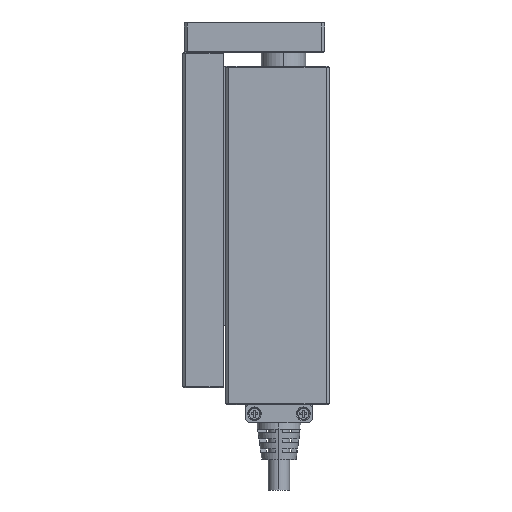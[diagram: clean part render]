
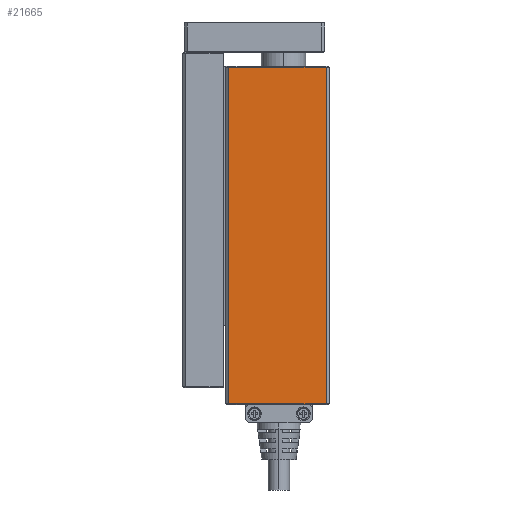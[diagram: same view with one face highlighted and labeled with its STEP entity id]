
A CAD part, left-side view. The second image highlights one B-rep face of the part: STEP entity #21665.
In plain terms, the highlighted planar face has unit normal (-1, 0, 0).
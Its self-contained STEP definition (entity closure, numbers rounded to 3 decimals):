
#570 = VECTOR ( 'NONE', #9288, 1000. ) ;
#1241 = LINE ( 'NONE', #13423, #570 ) ;
#1782 = DIRECTION ( 'NONE',  ( 0., 1., 0. ) ) ;
#3086 = LINE ( 'NONE', #9368, #6408 ) ;
#3806 = EDGE_CURVE ( 'NONE', #15514, #11678, #1241, .T. ) ;
#4216 = EDGE_LOOP ( 'NONE', ( #12319, #9135, #6502, #15816 ) ) ;
#4376 = CARTESIAN_POINT ( 'NONE',  ( -17.5, -14., 55.2 ) ) ;
#4563 = DIRECTION ( 'NONE',  ( 0., -1., 0. ) ) ;
#4843 = AXIS2_PLACEMENT_3D ( 'NONE', #12246, #12365, #20531 ) ;
#5804 = LINE ( 'NONE', #20139, #7072 ) ;
#6408 = VECTOR ( 'NONE', #17537, 1000. ) ;
#6502 = ORIENTED_EDGE ( 'NONE', *, *, #3806, .T. ) ;
#7072 = VECTOR ( 'NONE', #1782, 1000. ) ;
#8196 = VERTEX_POINT ( 'NONE', #14062 ) ;
#8550 = VECTOR ( 'NONE', #4563, 1000. ) ;
#9135 = ORIENTED_EDGE ( 'NONE', *, *, #24789, .T. ) ;
#9288 = DIRECTION ( 'NONE',  ( 0., 0., 1. ) ) ;
#9368 = CARTESIAN_POINT ( 'NONE',  ( -17.5, 18., -55.5 ) ) ;
#11678 = VERTEX_POINT ( 'NONE', #4376 ) ;
#12246 = CARTESIAN_POINT ( 'NONE',  ( -17.5, 14.5, 55.5 ) ) ;
#12319 = ORIENTED_EDGE ( 'NONE', *, *, #12725, .T. ) ;
#12365 = DIRECTION ( 'NONE',  ( 1., 0., 0. ) ) ;
#12725 = EDGE_CURVE ( 'NONE', #14340, #8196, #3086, .T. ) ;
#13423 = CARTESIAN_POINT ( 'NONE',  ( -17.5, -14., 55.5 ) ) ;
#14062 = CARTESIAN_POINT ( 'NONE',  ( -17.5, 18., -55.2 ) ) ;
#14340 = VERTEX_POINT ( 'NONE', #19934 ) ;
#14602 = CARTESIAN_POINT ( 'NONE',  ( -17.5, 14.5, -55.2 ) ) ;
#15514 = VERTEX_POINT ( 'NONE', #19671 ) ;
#15816 = ORIENTED_EDGE ( 'NONE', *, *, #18280, .T. ) ;
#15862 = FACE_OUTER_BOUND ( 'NONE', #4216, .T. ) ;
#17537 = DIRECTION ( 'NONE',  ( 0., 0., -1. ) ) ;
#18280 = EDGE_CURVE ( 'NONE', #11678, #14340, #5804, .T. ) ;
#19671 = CARTESIAN_POINT ( 'NONE',  ( -17.5, -14., -55.2 ) ) ;
#19934 = CARTESIAN_POINT ( 'NONE',  ( -17.5, 18., 55.2 ) ) ;
#20139 = CARTESIAN_POINT ( 'NONE',  ( -17.5, 18., 55.2 ) ) ;
#20531 = DIRECTION ( 'NONE',  ( 0., 1., 0. ) ) ;
#21665 = ADVANCED_FACE ( 'NONE', ( #15862 ), #24555, .F. ) ;
#24555 = PLANE ( 'NONE',  #4843 ) ;
#24789 = EDGE_CURVE ( 'NONE', #8196, #15514, #25339, .T. ) ;
#25339 = LINE ( 'NONE', #14602, #8550 ) ;
